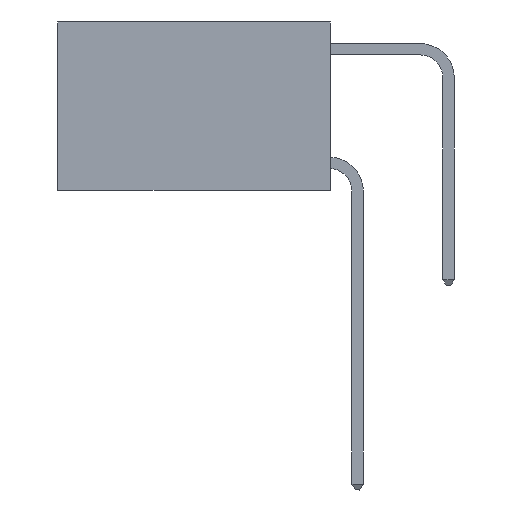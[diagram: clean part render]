
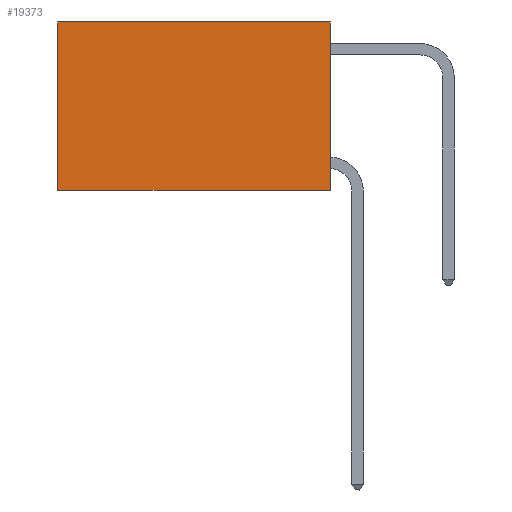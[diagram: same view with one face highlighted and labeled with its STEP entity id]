
A CAD part, left-side view. The second image highlights one B-rep face of the part: STEP entity #19373.
In plain terms, the highlighted planar face has unit normal (-1, 0, 0).
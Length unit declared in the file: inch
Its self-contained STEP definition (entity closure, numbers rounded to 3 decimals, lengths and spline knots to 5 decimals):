
#68 = LINE ( 'NONE', #29476, #32450 ) ;
#235 = CARTESIAN_POINT ( 'NONE',  ( 0.2625, 0.6, -0.37 ) ) ;
#786 = CARTESIAN_POINT ( 'NONE',  ( 0.2625, 0.6, 0. ) ) ;
#1093 = VERTEX_POINT ( 'NONE', #17388 ) ;
#2554 = VERTEX_POINT ( 'NONE', #19021 ) ;
#2719 = ORIENTED_EDGE ( 'NONE', *, *, #16994, .T. ) ;
#3227 = AXIS2_PLACEMENT_3D ( 'NONE', #25628, #30806, #15500 ) ;
#4687 = VERTEX_POINT ( 'NONE', #235 ) ;
#5652 = LINE ( 'NONE', #16588, #18390 ) ;
#5675 = ORIENTED_EDGE ( 'NONE', *, *, #26622, .T. ) ;
#6126 = EDGE_CURVE ( 'NONE', #2554, #23654, #5652, .T. ) ;
#6567 = EDGE_CURVE ( 'NONE', #23654, #4687, #21540, .T. ) ;
#7821 = PLANE ( 'NONE',  #3227 ) ;
#9435 = EDGE_LOOP ( 'NONE', ( #5675, #20038, #16370, #2719 ) ) ;
#13967 = VECTOR ( 'NONE', #25685, 39.37008 ) ;
#14072 = CARTESIAN_POINT ( 'NONE',  ( 0.2625, 0., -0.37 ) ) ;
#15500 = DIRECTION ( 'NONE',  ( 0., 0., -1. ) ) ;
#16370 = ORIENTED_EDGE ( 'NONE', *, *, #6126, .F. ) ;
#16588 = CARTESIAN_POINT ( 'NONE',  ( 0.2625, 0., 0. ) ) ;
#16994 = EDGE_CURVE ( 'NONE', #2554, #1093, #68, .T. ) ;
#17277 = FACE_OUTER_BOUND ( 'NONE', #9435, .T. ) ;
#17388 = CARTESIAN_POINT ( 'NONE',  ( 0.2625, 0.6, 0. ) ) ;
#17418 = LINE ( 'NONE', #786, #23375 ) ;
#18390 = VECTOR ( 'NONE', #24243, 39.37008 ) ;
#19021 = CARTESIAN_POINT ( 'NONE',  ( 0.2625, 0., 0. ) ) ;
#19373 = ADVANCED_FACE ( 'NONE', ( #17277 ), #7821, .F. ) ;
#20038 = ORIENTED_EDGE ( 'NONE', *, *, #6567, .F. ) ;
#21205 = DIRECTION ( 'NONE',  ( 0., 0., -1. ) ) ;
#21540 = LINE ( 'NONE', #23137, #13967 ) ;
#23137 = CARTESIAN_POINT ( 'NONE',  ( 0.2625, 0., -0.37 ) ) ;
#23375 = VECTOR ( 'NONE', #21205, 39.37008 ) ;
#23654 = VERTEX_POINT ( 'NONE', #14072 ) ;
#24243 = DIRECTION ( 'NONE',  ( 0., 0., -1. ) ) ;
#25628 = CARTESIAN_POINT ( 'NONE',  ( 0.2625, 0., 0. ) ) ;
#25685 = DIRECTION ( 'NONE',  ( 0., 1., 0. ) ) ;
#26622 = EDGE_CURVE ( 'NONE', #1093, #4687, #17418, .T. ) ;
#29476 = CARTESIAN_POINT ( 'NONE',  ( 0.2625, 0., 0. ) ) ;
#30806 = DIRECTION ( 'NONE',  ( 1., 0., 0. ) ) ;
#32022 = DIRECTION ( 'NONE',  ( 0., 1., 0. ) ) ;
#32450 = VECTOR ( 'NONE', #32022, 39.37008 ) ;
